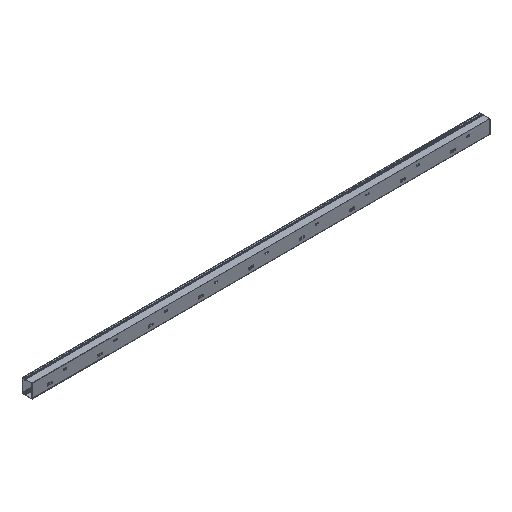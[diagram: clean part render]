
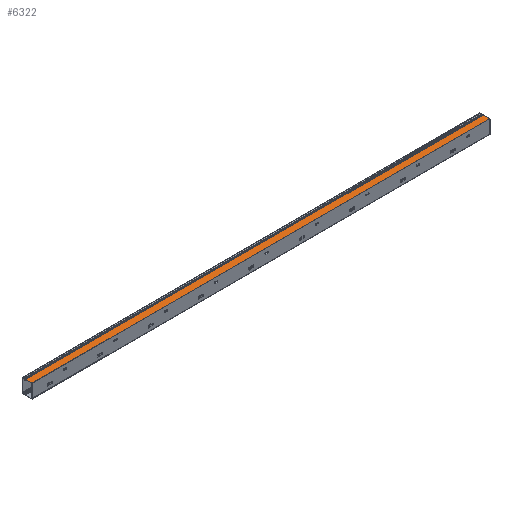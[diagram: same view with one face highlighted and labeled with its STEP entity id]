
A CAD part, isometric view. The second image highlights one B-rep face of the part: STEP entity #6322.
In plain terms, the highlighted planar face has unit normal (0, 0, 1).
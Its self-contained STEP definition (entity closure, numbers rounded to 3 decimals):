
#55 = CARTESIAN_POINT ( 'NONE',  ( 0., 30.02, 30. ) ) ;
#86 = ORIENTED_EDGE ( 'NONE', *, *, #6691, .T. ) ;
#219 = LINE ( 'NONE', #7519, #2202 ) ;
#278 = DIRECTION ( 'NONE',  ( 0., -1., 0. ) ) ;
#614 = ORIENTED_EDGE ( 'NONE', *, *, #7056, .T. ) ;
#625 = ORIENTED_EDGE ( 'NONE', *, *, #8748, .F. ) ;
#756 = ORIENTED_EDGE ( 'NONE', *, *, #8343, .T. ) ;
#840 = VECTOR ( 'NONE', #278, 1000. ) ;
#1088 = VERTEX_POINT ( 'NONE', #2162 ) ;
#1155 = EDGE_CURVE ( 'NONE', #5845, #7985, #6205, .T. ) ;
#1484 = VERTEX_POINT ( 'NONE', #3227 ) ;
#1651 = VERTEX_POINT ( 'NONE', #2424 ) ;
#1950 = LINE ( 'NONE', #5391, #4937 ) ;
#2162 = CARTESIAN_POINT ( 'NONE',  ( 0., 1.55, 30. ) ) ;
#2202 = VECTOR ( 'NONE', #6986, 1000. ) ;
#2323 = VECTOR ( 'NONE', #5730, 1000. ) ;
#2424 = CARTESIAN_POINT ( 'NONE',  ( 0., 28.441, 30. ) ) ;
#2457 = VERTEX_POINT ( 'NONE', #8947 ) ;
#2489 = DIRECTION ( 'NONE',  ( 1., 0., 0. ) ) ;
#2539 = DIRECTION ( 'NONE',  ( 0., 1., 0. ) ) ;
#3086 = CARTESIAN_POINT ( 'NONE',  ( 0., 1.55, 30. ) ) ;
#3087 = CARTESIAN_POINT ( 'NONE',  ( 2000., 30.046, 30. ) ) ;
#3227 = CARTESIAN_POINT ( 'NONE',  ( 2000., 28.441, 30. ) ) ;
#3293 = AXIS2_PLACEMENT_3D ( 'NONE', #4401, #7283, #5811 ) ;
#3499 = ORIENTED_EDGE ( 'NONE', *, *, #1155, .F. ) ;
#3702 = LINE ( 'NONE', #3086, #840 ) ;
#3877 = DIRECTION ( 'NONE',  ( 0., -1., 0. ) ) ;
#4180 = ORIENTED_EDGE ( 'NONE', *, *, #7580, .F. ) ;
#4192 = VERTEX_POINT ( 'NONE', #3087 ) ;
#4401 = CARTESIAN_POINT ( 'NONE',  ( 2000., 0.75, 30. ) ) ;
#4435 = PLANE ( 'NONE',  #3293 ) ;
#4937 = VECTOR ( 'NONE', #7407, 1000. ) ;
#5323 = CARTESIAN_POINT ( 'NONE',  ( 0., 0.75, 30. ) ) ;
#5359 = CARTESIAN_POINT ( 'NONE',  ( 2000., 30.046, 30. ) ) ;
#5391 = CARTESIAN_POINT ( 'NONE',  ( 2000., 28.441, 30. ) ) ;
#5488 = EDGE_CURVE ( 'NONE', #8252, #4192, #6003, .T. ) ;
#5730 = DIRECTION ( 'NONE',  ( 0., -1., 0. ) ) ;
#5811 = DIRECTION ( 'NONE',  ( 0., -1., 0. ) ) ;
#5845 = VERTEX_POINT ( 'NONE', #8503 ) ;
#5946 = VECTOR ( 'NONE', #3877, 1000. ) ;
#6003 = LINE ( 'NONE', #5359, #8080 ) ;
#6205 = LINE ( 'NONE', #7094, #2323 ) ;
#6322 = ADVANCED_FACE ( 'NONE', ( #7686 ), #4435, .T. ) ;
#6367 = DIRECTION ( 'NONE',  ( 0., 1., 0. ) ) ;
#6458 = VECTOR ( 'NONE', #6367, 1000. ) ;
#6581 = CARTESIAN_POINT ( 'NONE',  ( 2000., 0., 30. ) ) ;
#6691 = EDGE_CURVE ( 'NONE', #1088, #2457, #3702, .T. ) ;
#6986 = DIRECTION ( 'NONE',  ( 1., 0., 0. ) ) ;
#7031 = ORIENTED_EDGE ( 'NONE', *, *, #7227, .F. ) ;
#7056 = EDGE_CURVE ( 'NONE', #1484, #4192, #1950, .T. ) ;
#7094 = CARTESIAN_POINT ( 'NONE',  ( 2000., 0.75, 30. ) ) ;
#7227 = EDGE_CURVE ( 'NONE', #1088, #1651, #7772, .T. ) ;
#7283 = DIRECTION ( 'NONE',  ( 0., 0., 1. ) ) ;
#7407 = DIRECTION ( 'NONE',  ( 0., 1., 0. ) ) ;
#7519 = CARTESIAN_POINT ( 'NONE',  ( 0., 0., 30. ) ) ;
#7580 = EDGE_CURVE ( 'NONE', #1651, #8252, #8532, .T. ) ;
#7686 = FACE_OUTER_BOUND ( 'NONE', #7753, .T. ) ;
#7753 = EDGE_LOOP ( 'NONE', ( #625, #614, #7918, #4180, #7031, #86, #756, #3499 ) ) ;
#7772 = LINE ( 'NONE', #55, #6458 ) ;
#7918 = ORIENTED_EDGE ( 'NONE', *, *, #5488, .F. ) ;
#7985 = VERTEX_POINT ( 'NONE', #6581 ) ;
#8080 = VECTOR ( 'NONE', #2489, 1000. ) ;
#8121 = CARTESIAN_POINT ( 'NONE',  ( 2000., 0.75, 30. ) ) ;
#8252 = VERTEX_POINT ( 'NONE', #9013 ) ;
#8255 = LINE ( 'NONE', #8121, #5946 ) ;
#8343 = EDGE_CURVE ( 'NONE', #2457, #7985, #219, .T. ) ;
#8432 = VECTOR ( 'NONE', #2539, 1000. ) ;
#8503 = CARTESIAN_POINT ( 'NONE',  ( 2000., 1.55, 30. ) ) ;
#8532 = LINE ( 'NONE', #5323, #8432 ) ;
#8748 = EDGE_CURVE ( 'NONE', #1484, #5845, #8255, .T. ) ;
#8947 = CARTESIAN_POINT ( 'NONE',  ( 0., 0., 30. ) ) ;
#9013 = CARTESIAN_POINT ( 'NONE',  ( 0., 30.046, 30. ) ) ;
